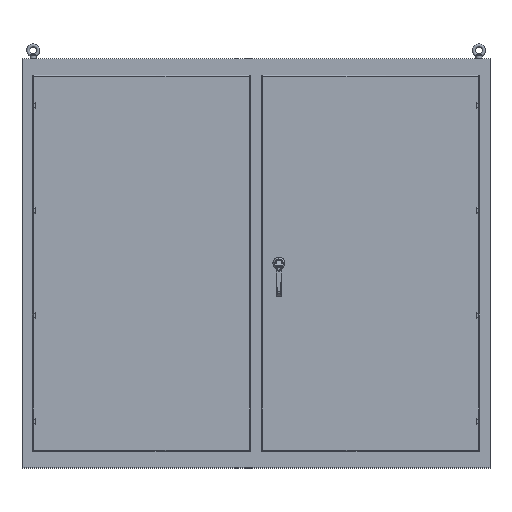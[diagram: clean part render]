
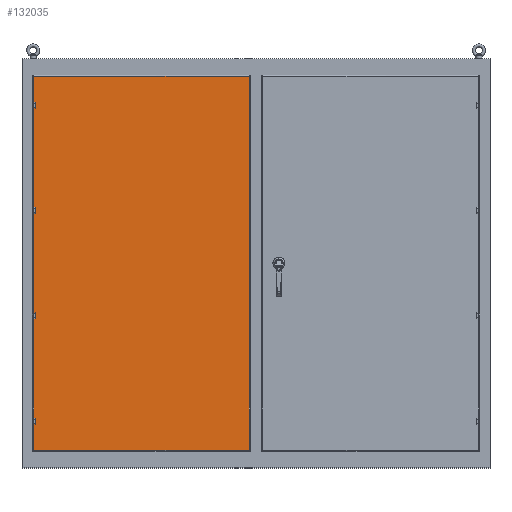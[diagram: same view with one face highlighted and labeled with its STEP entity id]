
A CAD part, top view. The second image highlights one B-rep face of the part: STEP entity #132035.
In plain terms, the highlighted planar face has unit normal (0, 0, 1).
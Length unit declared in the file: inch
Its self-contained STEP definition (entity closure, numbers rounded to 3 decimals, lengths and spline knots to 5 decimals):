
#2621 = AXIS2_PLACEMENT_3D ( 'NONE', #135567, #158640, #241517 ) ;
#12522 = EDGE_CURVE ( 'NONE', #234734, #85093, #139840, .T. ) ;
#18802 = ORIENTED_EDGE ( 'NONE', *, *, #141183, .F. ) ;
#35586 = VERTEX_POINT ( 'NONE', #87768 ) ;
#40352 = CARTESIAN_POINT ( 'NONE',  ( -36.9313, 31.0563, 9.5287 ) ) ;
#44466 = CARTESIAN_POINT ( 'NONE',  ( -36.9313, 0., 9.5287 ) ) ;
#78136 = ORIENTED_EDGE ( 'NONE', *, *, #12522, .F. ) ;
#84068 = VECTOR ( 'NONE', #245719, 39.37008 ) ;
#85093 = VERTEX_POINT ( 'NONE', #101476 ) ;
#87768 = CARTESIAN_POINT ( 'NONE',  ( -36.9313, -31.0563, 9.5287 ) ) ;
#94171 = DIRECTION ( 'NONE',  ( 1., 0., 0. ) ) ;
#97367 = VECTOR ( 'NONE', #209482, 39.37008 ) ;
#98657 = CARTESIAN_POINT ( 'NONE',  ( -1.1312, 31.0563, 9.5287 ) ) ;
#99887 = EDGE_LOOP ( 'NONE', ( #18802, #78136, #163046, #165567 ) ) ;
#101476 = CARTESIAN_POINT ( 'NONE',  ( -1.1312, -31.0563, 9.5287 ) ) ;
#102610 = EDGE_CURVE ( 'NONE', #35586, #231538, #121880, .T. ) ;
#104865 = LINE ( 'NONE', #126596, #97367 ) ;
#120682 = EDGE_CURVE ( 'NONE', #231538, #234734, #160681, .T. ) ;
#121880 = LINE ( 'NONE', #44466, #213640 ) ;
#126596 = CARTESIAN_POINT ( 'NONE',  ( -38.875, -31.0563, 9.5287 ) ) ;
#128194 = VECTOR ( 'NONE', #94171, 39.37008 ) ;
#132035 = ADVANCED_FACE ( 'NONE', ( #176327 ), #259176, .F. ) ;
#135567 = CARTESIAN_POINT ( 'NONE',  ( -38.875, 0., 9.5287 ) ) ;
#139840 = LINE ( 'NONE', #162869, #84068 ) ;
#141183 = EDGE_CURVE ( 'NONE', #85093, #35586, #104865, .T. ) ;
#158640 = DIRECTION ( 'NONE',  ( 0., 0., -1. ) ) ;
#160681 = LINE ( 'NONE', #243555, #128194 ) ;
#162869 = CARTESIAN_POINT ( 'NONE',  ( -1.1312, 0., 9.5287 ) ) ;
#163046 = ORIENTED_EDGE ( 'NONE', *, *, #120682, .F. ) ;
#165567 = ORIENTED_EDGE ( 'NONE', *, *, #102610, .F. ) ;
#176327 = FACE_OUTER_BOUND ( 'NONE', #99887, .T. ) ;
#209482 = DIRECTION ( 'NONE',  ( -1., 0., 0. ) ) ;
#213640 = VECTOR ( 'NONE', #267179, 39.37008 ) ;
#231538 = VERTEX_POINT ( 'NONE', #40352 ) ;
#234734 = VERTEX_POINT ( 'NONE', #98657 ) ;
#241517 = DIRECTION ( 'NONE',  ( -1., 0., 0. ) ) ;
#243555 = CARTESIAN_POINT ( 'NONE',  ( -38.875, 31.0563, 9.5287 ) ) ;
#245719 = DIRECTION ( 'NONE',  ( 0., -1., 0. ) ) ;
#259176 = PLANE ( 'NONE',  #2621 ) ;
#267179 = DIRECTION ( 'NONE',  ( 0., 1., 0. ) ) ;
